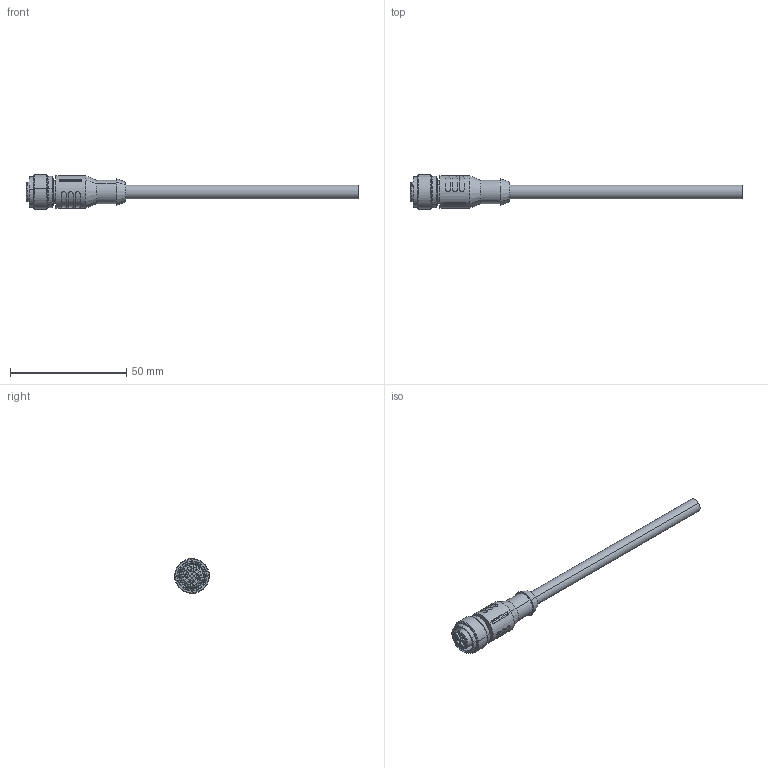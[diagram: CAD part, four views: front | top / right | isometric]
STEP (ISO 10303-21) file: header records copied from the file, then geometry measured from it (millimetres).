
FILE_DESCRIPTION((''),'2;1');
FILE_NAME('EK3P2-M-P00_ASM','2019-03-26T',('xin.jin'),(''),'PRO/ENGINEER BY PARAMETRIC TECHNOLOGY CORPORATION, 2012060','PRO/ENGINEER BY PARAMETRIC TECHNOLOGY CORPORATION, 2012060','');
FILE_SCHEMA(('AUTOMOTIVE_DESIGN { 1 0 10303 214 1 1 1 1 }'));
Length unit declared in the file: millimetre
Products named in the file (1): EK3P2-M-P00_ASM
Bounding box: 142.9 x 15 x 15 mm (x, y, z)
Volume: 6967.2 mm3; surface area: 5876 mm2
Topology: 3 solids, 4 shells, 635 faces, 1765 edges, 1179 vertices
Faces by surface type: cylinder 277, plane 268, extrusion 40, cone 30, bspline 12, torus 8
Entity records: 23151 total; most frequent: CARTESIAN_POINT 6360, DIRECTION 3550, ORIENTED_EDGE 3508, EDGE_CURVE 1765, AXIS2_PLACEMENT_3D 1297, VERTEX_POINT 1179, VECTOR 956, LINE 916
